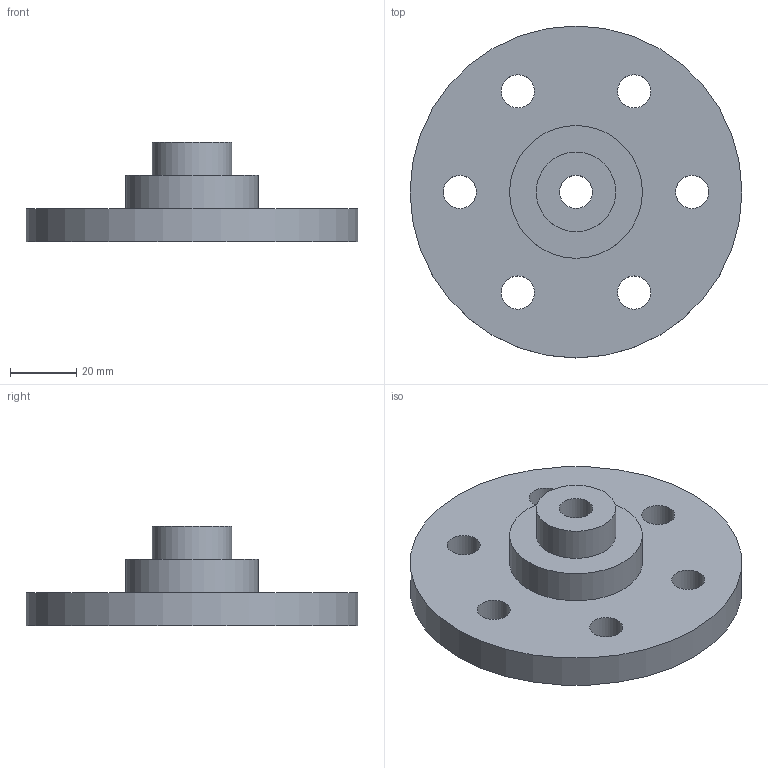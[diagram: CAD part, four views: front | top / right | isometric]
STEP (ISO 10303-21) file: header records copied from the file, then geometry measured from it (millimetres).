
FILE_DESCRIPTION(('Open CASCADE Model'),'2;1');
FILE_NAME('Open CASCADE Shape Model','2024-07-18T13:59:03',('Author'),( 'Open CASCADE'),'Open CASCADE STEP processor 7.7','Open CASCADE 7.7' ,'Unknown');
FILE_SCHEMA(('AUTOMOTIVE_DESIGN { 1 0 10303 214 1 1 1 1 }'));
Length unit declared in the file: millimetre
Products named in the file (1): Open CASCADE STEP translator 7.7 2
Bounding box: 100 x 100 x 30 mm (x, y, z)
Volume: 88492.7 mm3; surface area: 22551.6 mm2
Topology: 1 solids, 1 shells, 15 faces, 32 edges, 21 vertices
Faces by surface type: cylinder 10, plane 4, torus 1
Full cylindrical faces by diameter (mm): 10 x7, 24 x1, 40 x1, 100 x1
Entity records: 914 total; most frequent: CARTESIAN_POINT 219, DIRECTION 134, ORIENTED_EDGE 64, PCURVE 64, DEFINITIONAL_REPRESENTATION 64, LINE 52, VECTOR 52, AXIS2_PLACEMENT_3D 38
